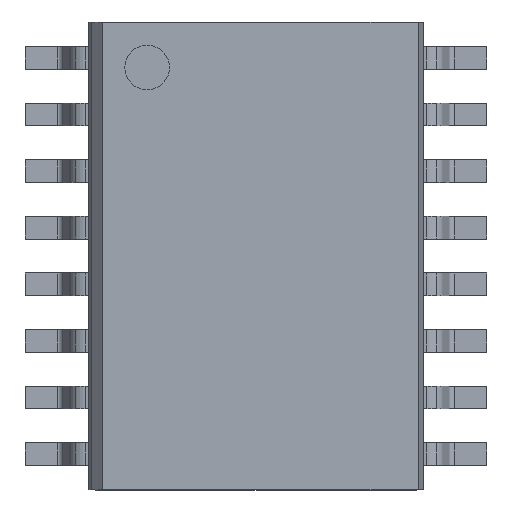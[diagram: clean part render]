
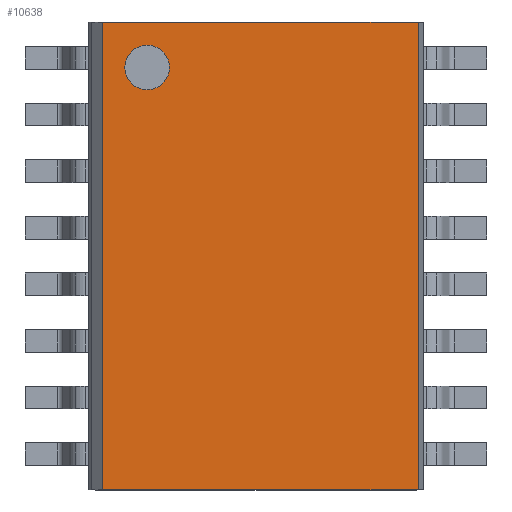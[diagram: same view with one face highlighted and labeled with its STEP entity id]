
A CAD part, top view. The second image highlights one B-rep face of the part: STEP entity #10638.
In plain terms, the highlighted planar face has unit normal (0, 0, 1).
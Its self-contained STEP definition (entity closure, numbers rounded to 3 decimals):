
#10431=CARTESIAN_POINT('',(-1.943,4.23,1.68));
#10432=VERTEX_POINT('',#10431);
#10441=CARTESIAN_POINT('',(-2.943,4.23,1.68));
#10442=VERTEX_POINT('',#10441);
#10443=CARTESIAN_POINT('',(-2.443,4.23,1.68));
#10444=DIRECTION('',(0.0,0.0,-1.0));
#10445=DIRECTION('',(1.0,0.0,0.0));
#10446=AXIS2_PLACEMENT_3D('',#10443,#10444,#10445);
#10447=CIRCLE('',#10446,0.5);
#10448=EDGE_CURVE('',#10442,#10432,#10447,.T.);
#10482=CARTESIAN_POINT('',(-2.443,4.23,1.68));
#10483=DIRECTION('',(0.0,0.0,-1.0));
#10484=DIRECTION('',(1.0,0.0,0.0));
#10485=AXIS2_PLACEMENT_3D('',#10482,#10483,#10484);
#10486=CIRCLE('',#10485,0.5);
#10487=EDGE_CURVE('',#10432,#10442,#10486,.T.);
#10578=CARTESIAN_POINT('',(3.637,-5.25,1.68));
#10579=VERTEX_POINT('',#10578);
#10587=CARTESIAN_POINT('',(3.637,5.25,1.68));
#10588=VERTEX_POINT('',#10587);
#10595=CARTESIAN_POINT('',(3.637,5.25,1.68));
#10596=DIRECTION('',(0.0,-1.0,0.0));
#10597=VECTOR('',#10596,10.5);
#10598=LINE('',#10595,#10597);
#10599=EDGE_CURVE('',#10588,#10579,#10598,.T.);
#10604=CARTESIAN_POINT('',(-3.443,7.8,1.68));
#10605=DIRECTION('',(0.0,0.0,1.0));
#10606=DIRECTION('',(1.0,0.0,0.0));
#10607=AXIS2_PLACEMENT_3D('',#10604,#10605,#10606);
#10608=PLANE('',#10607);
#10609=CARTESIAN_POINT('',(-3.443,-5.25,1.68));
#10610=VERTEX_POINT('',#10609);
#10611=CARTESIAN_POINT('',(-3.443,-5.25,1.68));
#10612=DIRECTION('',(1.0,0.0,0.0));
#10613=VECTOR('',#10612,7.08);
#10614=LINE('',#10611,#10613);
#10615=EDGE_CURVE('',#10610,#10579,#10614,.T.);
#10616=ORIENTED_EDGE('',*,*,#10615,.T.);
#10617=ORIENTED_EDGE('',*,*,#10599,.F.);
#10618=CARTESIAN_POINT('',(-3.443,5.25,1.68));
#10619=VERTEX_POINT('',#10618);
#10620=CARTESIAN_POINT('',(-3.443,5.25,1.68));
#10621=DIRECTION('',(1.0,0.0,0.0));
#10622=VECTOR('',#10621,7.08);
#10623=LINE('',#10620,#10622);
#10624=EDGE_CURVE('',#10619,#10588,#10623,.T.);
#10625=ORIENTED_EDGE('',*,*,#10624,.F.);
#10626=CARTESIAN_POINT('',(-3.443,5.25,1.68));
#10627=DIRECTION('',(0.0,-1.0,0.0));
#10628=VECTOR('',#10627,10.5);
#10629=LINE('',#10626,#10628);
#10630=EDGE_CURVE('',#10619,#10610,#10629,.T.);
#10631=ORIENTED_EDGE('',*,*,#10630,.T.);
#10632=EDGE_LOOP('',(#10616,#10617,#10625,#10631));
#10633=FACE_OUTER_BOUND('',#10632,.T.);
#10634=ORIENTED_EDGE('',*,*,#10487,.T.);
#10635=ORIENTED_EDGE('',*,*,#10448,.T.);
#10636=EDGE_LOOP('',(#10634,#10635));
#10637=FACE_BOUND('',#10636,.T.);
#10638=ADVANCED_FACE('',(#10633,#10637),#10608,.T.);
